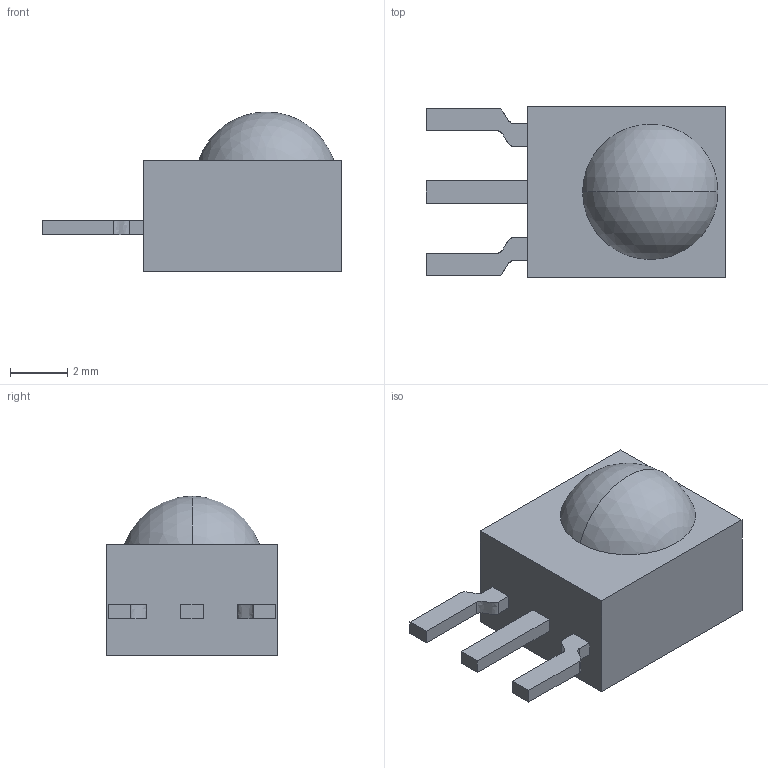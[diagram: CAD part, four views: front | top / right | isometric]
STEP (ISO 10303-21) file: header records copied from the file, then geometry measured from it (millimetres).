
FILE_DESCRIPTION (( 'STEP AP203' ), '1' );
FILE_NAME ('TSSP4038_2.STEP', '2021-09-09T12:54:01', ( '' ), ( '' ), 'SwSTEP 2.0', 'SolidWorks 2019', '' );
FILE_SCHEMA (( 'CONFIG_CONTROL_DESIGN' ));
Length unit declared in the file: millimetre
Products named in the file (1): TSSP4038_2
Bounding box: 10.5 x 6 x 5.6 mm (x, y, z)
Volume: 184.4 mm3; surface area: 221.7 mm2
Topology: 1 solids, 1 shells, 31 faces, 76 edges, 51 vertices
Faces by surface type: plane 25, bspline 4, sphere 2
Entity records: 1035 total; most frequent: CARTESIAN_POINT 243, ORIENTED_EDGE 152, DIRECTION 128, EDGE_CURVE 76, VECTOR 64, LINE 64, VERTEX_POINT 51, EDGE_LOOP 35
